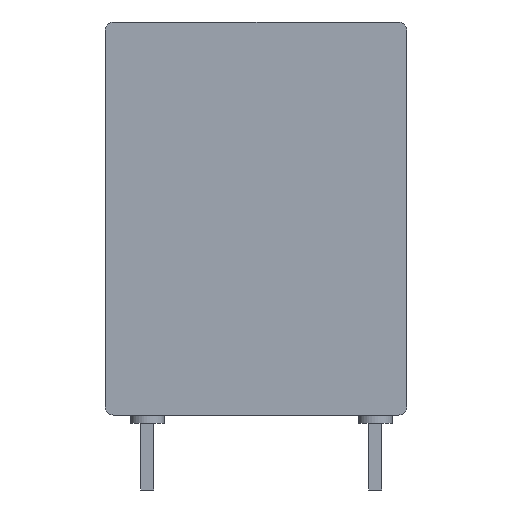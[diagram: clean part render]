
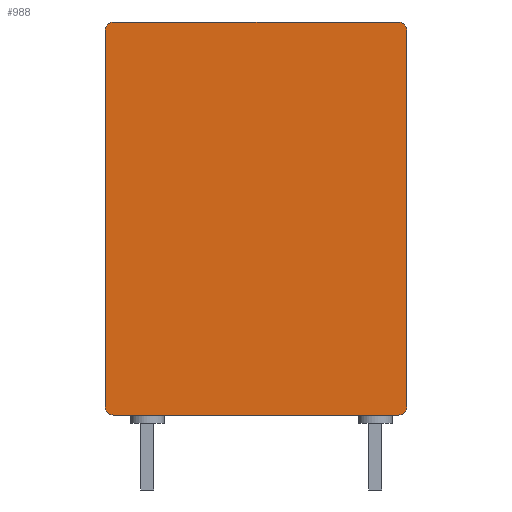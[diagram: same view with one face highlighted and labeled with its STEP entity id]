
A CAD part, left-side view. The second image highlights one B-rep face of the part: STEP entity #988.
In plain terms, the highlighted planar face has unit normal (-1, 0, 0).
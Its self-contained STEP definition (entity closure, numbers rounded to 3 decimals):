
#190 = VERTEX_POINT('',#191);
#191 = CARTESIAN_POINT('',(-6.55,2.08,0.));
#197 = EDGE_CURVE('',#190,#198,#200,.T.);
#198 = VERTEX_POINT('',#199);
#199 = CARTESIAN_POINT('',(-6.55,-15.42,0.));
#200 = LINE('',#201,#202);
#201 = CARTESIAN_POINT('',(-6.55,2.58,0.));
#202 = VECTOR('',#203,1.);
#203 = DIRECTION('',(0.,-1.,0.));
#219 = EDGE_CURVE('',#198,#220,#222,.T.);
#220 = VERTEX_POINT('',#221);
#221 = CARTESIAN_POINT('',(-6.55,-15.92,0.5));
#222 = CIRCLE('',#223,0.5);
#223 = AXIS2_PLACEMENT_3D('',#224,#225,#226);
#224 = CARTESIAN_POINT('',(-6.55,-15.42,0.5));
#225 = DIRECTION('',(-1.,0.,-0.));
#226 = DIRECTION('',(-0.,0.,1.));
#246 = EDGE_CURVE('',#247,#190,#249,.T.);
#247 = VERTEX_POINT('',#248);
#248 = CARTESIAN_POINT('',(-6.55,2.58,0.5));
#249 = CIRCLE('',#250,0.5);
#250 = AXIS2_PLACEMENT_3D('',#251,#252,#253);
#251 = CARTESIAN_POINT('',(-6.55,2.08,0.5));
#252 = DIRECTION('',(-1.,0.,0.));
#253 = DIRECTION('',(0.,0.,-1.));
#269 = EDGE_CURVE('',#220,#270,#272,.T.);
#270 = VERTEX_POINT('',#271);
#271 = CARTESIAN_POINT('',(-6.55,-15.92,23.65));
#272 = LINE('',#273,#274);
#273 = CARTESIAN_POINT('',(-6.55,-15.92,0.));
#274 = VECTOR('',#275,1.);
#275 = DIRECTION('',(0.,0.,1.));
#295 = VERTEX_POINT('',#296);
#296 = CARTESIAN_POINT('',(-6.55,2.58,23.65));
#302 = EDGE_CURVE('',#247,#295,#303,.T.);
#303 = LINE('',#304,#305);
#304 = CARTESIAN_POINT('',(-6.55,2.58,0.));
#305 = VECTOR('',#306,1.);
#306 = DIRECTION('',(0.,0.,1.));
#318 = VERTEX_POINT('',#319);
#319 = CARTESIAN_POINT('',(-6.55,-15.42,24.15));
#327 = EDGE_CURVE('',#318,#270,#328,.T.);
#328 = CIRCLE('',#329,0.5);
#329 = AXIS2_PLACEMENT_3D('',#330,#331,#332);
#330 = CARTESIAN_POINT('',(-6.55,-15.42,23.65));
#331 = DIRECTION('',(1.,0.,0.));
#332 = DIRECTION('',(-0.,0.,1.));
#544 = VERTEX_POINT('',#545);
#545 = CARTESIAN_POINT('',(-6.55,2.08,24.15));
#551 = EDGE_CURVE('',#295,#544,#552,.T.);
#552 = CIRCLE('',#553,0.5);
#553 = AXIS2_PLACEMENT_3D('',#554,#555,#556);
#554 = CARTESIAN_POINT('',(-6.55,2.08,23.65));
#555 = DIRECTION('',(1.,-0.,0.));
#556 = DIRECTION('',(0.,0.,-1.));
#570 = EDGE_CURVE('',#544,#318,#571,.T.);
#571 = LINE('',#572,#573);
#572 = CARTESIAN_POINT('',(-6.55,2.58,24.15));
#573 = VECTOR('',#574,1.);
#574 = DIRECTION('',(0.,-1.,0.));
#988 = ADVANCED_FACE('',(#989),#999,.F.);
#989 = FACE_BOUND('',#990,.F.);
#990 = EDGE_LOOP('',(#991,#992,#993,#994,#995,#996,#997,#998));
#991 = ORIENTED_EDGE('',*,*,#197,.F.);
#992 = ORIENTED_EDGE('',*,*,#246,.F.);
#993 = ORIENTED_EDGE('',*,*,#302,.T.);
#994 = ORIENTED_EDGE('',*,*,#551,.T.);
#995 = ORIENTED_EDGE('',*,*,#570,.T.);
#996 = ORIENTED_EDGE('',*,*,#327,.T.);
#997 = ORIENTED_EDGE('',*,*,#269,.F.);
#998 = ORIENTED_EDGE('',*,*,#219,.F.);
#999 = PLANE('',#1000);
#1000 = AXIS2_PLACEMENT_3D('',#1001,#1002,#1003);
#1001 = CARTESIAN_POINT('',(-6.55,2.58,0.));
#1002 = DIRECTION('',(1.,0.,-0.));
#1003 = DIRECTION('',(0.,-1.,0.));
